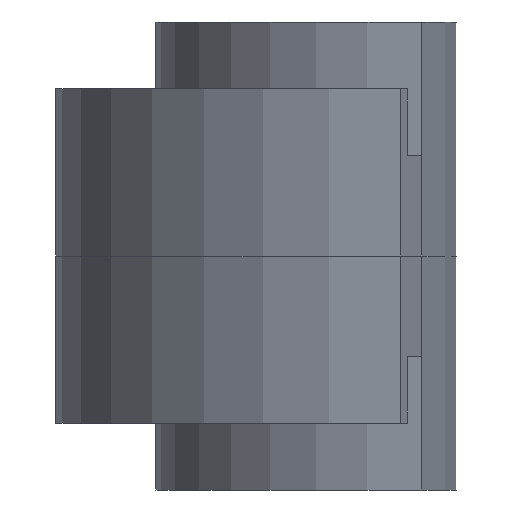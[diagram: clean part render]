
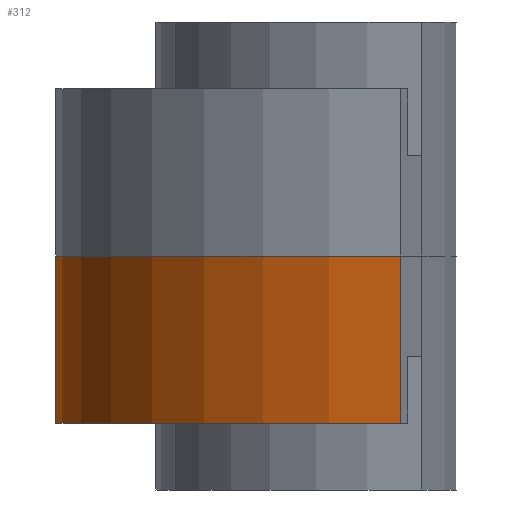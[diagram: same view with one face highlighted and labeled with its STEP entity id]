
A CAD part, left-side view. The second image highlights one B-rep face of the part: STEP entity #312.
In plain terms, the highlighted cylindrical face has radius 6.632 mm (diameter 13.264 mm), a partial arc.
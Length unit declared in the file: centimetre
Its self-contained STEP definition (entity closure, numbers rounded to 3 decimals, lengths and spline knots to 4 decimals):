
#32=FACE_OUTER_BOUND('',#52,.T.);
#52=EDGE_LOOP('',(#227,#228,#229,#230));
#76=LINE('',#505,#104);
#77=LINE('',#509,#105);
#104=VECTOR('',#401,1.);
#105=VECTOR('',#406,1.);
#127=CIRCLE('',#348,0.6632);
#128=CIRCLE('',#351,0.6632);
#145=VERTEX_POINT('',#493);
#146=VERTEX_POINT('',#494);
#149=VERTEX_POINT('',#503);
#150=VERTEX_POINT('',#507);
#173=EDGE_CURVE('',#145,#146,#127,.T.);
#179=EDGE_CURVE('',#145,#149,#76,.T.);
#180=EDGE_CURVE('',#150,#149,#128,.T.);
#181=EDGE_CURVE('',#146,#150,#77,.T.);
#227=ORIENTED_EDGE('',*,*,#179,.T.);
#228=ORIENTED_EDGE('',*,*,#180,.F.);
#229=ORIENTED_EDGE('',*,*,#181,.F.);
#230=ORIENTED_EDGE('',*,*,#173,.F.);
#302=CYLINDRICAL_SURFACE('',#350,0.6632);
#312=ADVANCED_FACE('',(#32),#302,.T.);
#348=AXIS2_PLACEMENT_3D('',#495,#392,#393);
#350=AXIS2_PLACEMENT_3D('',#506,#402,#403);
#351=AXIS2_PLACEMENT_3D('',#508,#404,#405);
#392=DIRECTION('center_axis',(0.,0.,-1.));
#393=DIRECTION('ref_axis',(-0.975,0.223,0.));
#401=DIRECTION('',(0.,0.,1.));
#402=DIRECTION('center_axis',(0.,0.,1.));
#403=DIRECTION('ref_axis',(1.,0.002,0.));
#404=DIRECTION('center_axis',(0.,0.,1.));
#405=DIRECTION('ref_axis',(1.,0.002,0.));
#406=DIRECTION('',(0.,0.,1.));
#493=CARTESIAN_POINT('',(-0.6424,0.0344,0.1));
#494=CARTESIAN_POINT('',(0.6507,0.0344,0.1));
#495=CARTESIAN_POINT('Origin',(0.0041,-0.1132,0.1));
#503=CARTESIAN_POINT('',(-0.6424,0.0344,0.35));
#505=CARTESIAN_POINT('',(-0.6424,0.0344,0.2));
#506=CARTESIAN_POINT('Origin',(0.0041,-0.1132,0.2));
#507=CARTESIAN_POINT('',(0.6507,0.0344,0.35));
#508=CARTESIAN_POINT('Origin',(0.0041,-0.1132,0.35));
#509=CARTESIAN_POINT('',(0.6507,0.0344,0.2));
